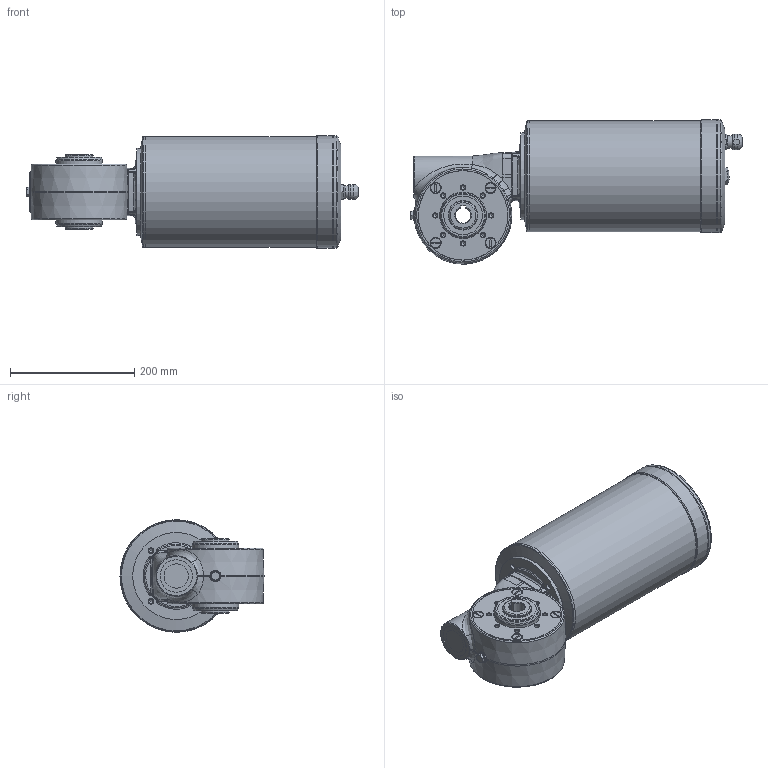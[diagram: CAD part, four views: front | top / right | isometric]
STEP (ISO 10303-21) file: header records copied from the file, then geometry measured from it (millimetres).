
FILE_DESCRIPTION( ( 'Unknown' ), '1' );
FILE_NAME( '1BC1821710B7C36C61BFAB1A5BEBD841.3d.stp', 'Unknown', ( 'Unknown' ), ( 'Unknown' ), 'PSStep 10.1', 'Unknown', ' ' );
FILE_SCHEMA( ( 'AUTOMOTIVE_DESIGN { 1 0 10303 214 1 1 1 1 }' ) );
Length unit declared in the file: millimetre
Products named in the file (1): N638800
Bounding box: 533.8 x 231.76 x 181 mm (x, y, z)
Volume: 10165479.5 mm3; surface area: 373709.9 mm2
Topology: 1 solids, 11 shells, 527 faces, 1259 edges, 802 vertices
Faces by surface type: plane 157, cylinder 114, bspline 108, cone 108, torus 35, revolution 4, sphere 1
Full cylindrical faces by diameter (mm): 6.647 x28, 7 x1, 8 x4, 9 x8, 13 x4, 13.4 x1, 14 x4, 16.662 x1, 18 x1, 20 x1, 24 x1, 30 x1, 35 x1, 39 x1, 45 x2, 46 x2, 47 x1, 47.5 x2, 52 x1, 62 x2, 75 x2, 85 x1, 95 x2, 140 x1, 144 x1, 177.98 x1, 178 x2, 180.98 x2, 181 x3
Entity records: 29823 total; most frequent: CARTESIAN_POINT 15732, ORIENTED_EDGE 1884, DIRECTION 1853, EDGE_CURVE 942, AXIS2_PLACEMENT_3D 826, EDGE_LOOP 773, VERTEX_POINT 699, FACE_OUTER_BOUND 627
